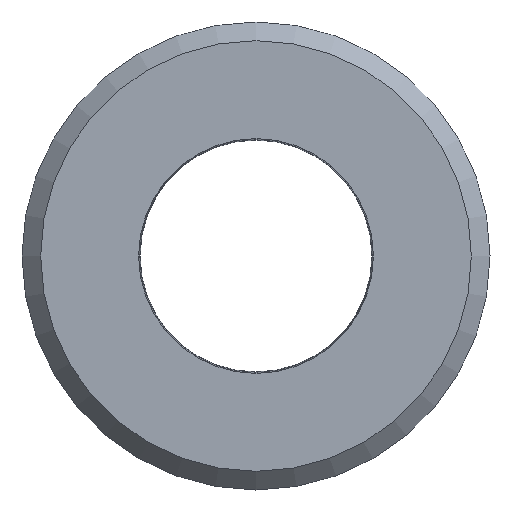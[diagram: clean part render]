
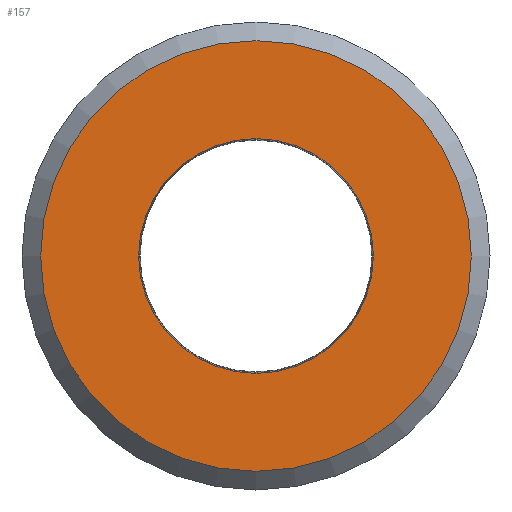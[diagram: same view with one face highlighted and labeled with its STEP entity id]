
A CAD part, front view. The second image highlights one B-rep face of the part: STEP entity #157.
In plain terms, the highlighted planar face has unit normal (0, -1, 0).
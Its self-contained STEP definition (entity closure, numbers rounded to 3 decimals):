
#41=FACE_BOUND('',#64,.T.);
#50=FACE_OUTER_BOUND('',#63,.T.);
#63=EDGE_LOOP('',(#136));
#64=EDGE_LOOP('',(#137));
#75=CIRCLE('',#196,50.3);
#76=CIRCLE('',#198,92.294);
#86=VERTEX_POINT('',#286);
#87=VERTEX_POINT('',#290);
#103=EDGE_CURVE('',#86,#86,#75,.T.);
#104=EDGE_CURVE('',#87,#87,#76,.T.);
#136=ORIENTED_EDGE('',*,*,#104,.F.);
#137=ORIENTED_EDGE('',*,*,#103,.T.);
#148=PLANE('',#197);
#157=ADVANCED_FACE('',(#50,#41),#148,.T.);
#196=AXIS2_PLACEMENT_3D('',#288,#242,#243);
#197=AXIS2_PLACEMENT_3D('',#289,#244,#245);
#198=AXIS2_PLACEMENT_3D('',#291,#246,#247);
#242=DIRECTION('center_axis',(0.,1.,0.));
#243=DIRECTION('ref_axis',(1.,0.,0.));
#244=DIRECTION('center_axis',(0.,-1.,0.));
#245=DIRECTION('ref_axis',(0.,0.,-1.));
#246=DIRECTION('center_axis',(0.,1.,0.));
#247=DIRECTION('ref_axis',(1.,0.,0.));
#286=CARTESIAN_POINT('',(0.,-40.,-50.3));
#288=CARTESIAN_POINT('Origin',(0.,-40.,0.));
#289=CARTESIAN_POINT('Origin',(0.,-40.,92.294));
#290=CARTESIAN_POINT('',(0.,-40.,-92.294));
#291=CARTESIAN_POINT('Origin',(0.,-40.,0.));
